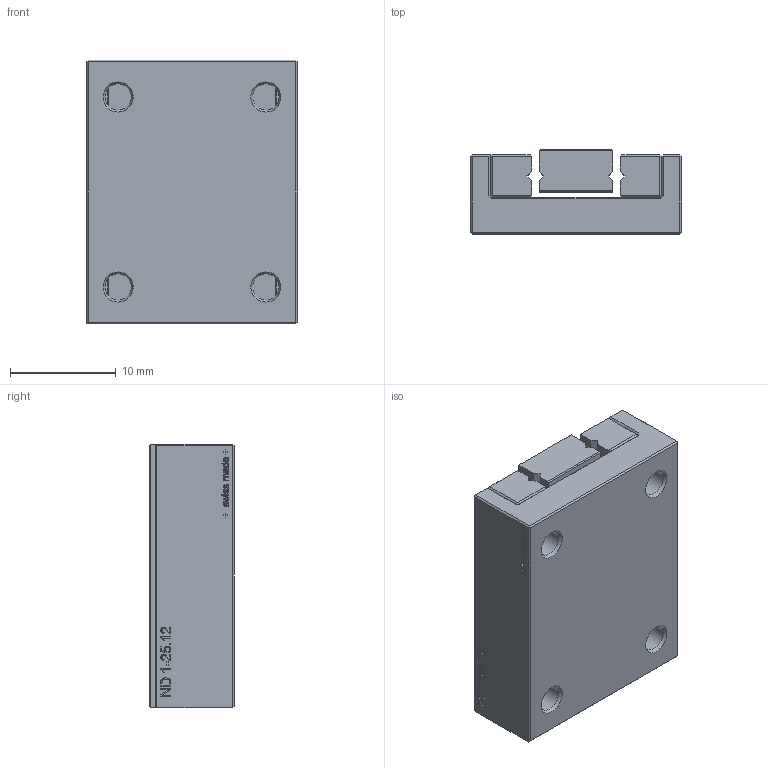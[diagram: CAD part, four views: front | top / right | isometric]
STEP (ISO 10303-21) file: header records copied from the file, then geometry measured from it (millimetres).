
FILE_DESCRIPTION(('FreeCAD Model'),'2;1');
FILE_NAME('ND 1-25.12.step', '2020-04-15T15:05:36',('Author'),(''), 'Open CASCADE STEP processor 6.8','FreeCAD','Unknown');
FILE_SCHEMA(('AUTOMOTIVE_DESIGN_CC2 { 1 2 10303 214 -1 1 5 4 }'));
Length unit declared in the file: millimetre
Products named in the file (3): ASSEMBLY; DP; TT
Assembly tree (2 placements, depth 2):
  ASSEMBLY
    DP
    TT
Bounding box: 20 x 8 x 25 mm (x, y, z)
Volume: 3449.2 mm3; surface area: 3338.1 mm2
Topology: 4 solids, 4 shells, 567 faces, 1534 edges, 994 vertices
Faces by surface type: plane 303, extrusion 253, cylinder 7, cone 4
Full cylindrical faces by diameter (mm): 2.5 x7
Entity records: 37956 total; most frequent: CARTESIAN_POINT 8874, DIRECTION 4458, VECTOR 3689, LINE 3436, ORIENTED_EDGE 3068, PCURVE 3068, DEFINITIONAL_REPRESENTATION 3068, EDGE_CURVE 1534
